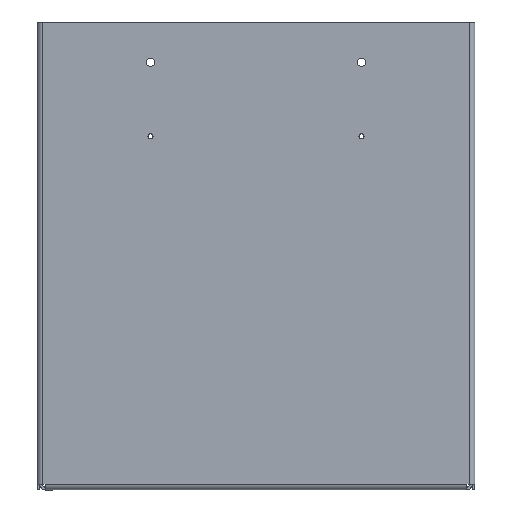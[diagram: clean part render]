
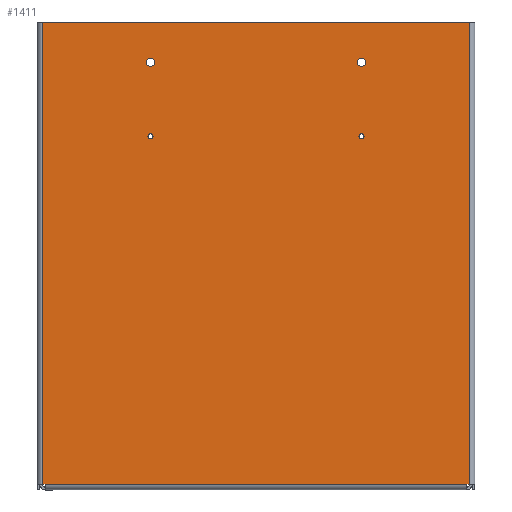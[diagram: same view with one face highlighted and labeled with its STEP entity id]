
A CAD part, top view. The second image highlights one B-rep face of the part: STEP entity #1411.
In plain terms, the highlighted planar face has unit normal (0, 0, 1).
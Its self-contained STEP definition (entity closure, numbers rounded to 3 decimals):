
#92=FACE_BOUND('',#489,.T.);
#93=FACE_BOUND('',#490,.T.);
#94=FACE_BOUND('',#491,.T.);
#95=FACE_BOUND('',#492,.T.);
#96=FACE_BOUND('',#493,.T.);
#122=CIRCLE('',#1457,2.5);
#124=CIRCLE('',#1460,1.5);
#126=CIRCLE('',#1463,1.5);
#128=CIRCLE('',#1466,2.5);
#489=EDGE_LOOP('',(#1280));
#490=EDGE_LOOP('',(#1281));
#491=EDGE_LOOP('',(#1282));
#492=EDGE_LOOP('',(#1283));
#493=EDGE_LOOP('',(#1284,#1285,#1286,#1287,#1288,#1289));
#540=LINE('',#2188,#636);
#546=LINE('',#2203,#642);
#553=LINE('',#2221,#649);
#563=LINE('',#2248,#659);
#578=LINE('',#2282,#674);
#589=LINE('',#2304,#685);
#636=VECTOR('',#1823,250.75);
#642=VECTOR('',#1843,1.687);
#649=VECTOR('',#1860,275.);
#659=VECTOR('',#1886,1.688);
#674=VECTOR('',#1923,275.);
#685=VECTOR('',#1948,254.125);
#719=VERTEX_POINT('',#2039);
#721=VERTEX_POINT('',#2044);
#723=VERTEX_POINT('',#2049);
#725=VERTEX_POINT('',#2054);
#767=VERTEX_POINT('',#2181);
#768=VERTEX_POINT('',#2186);
#770=VERTEX_POINT('',#2202);
#776=VERTEX_POINT('',#2220);
#783=VERTEX_POINT('',#2237);
#793=VERTEX_POINT('',#2280);
#835=EDGE_CURVE('',#719,#719,#122,.T.);
#837=EDGE_CURVE('',#721,#721,#124,.T.);
#839=EDGE_CURVE('',#723,#723,#126,.T.);
#841=EDGE_CURVE('',#725,#725,#128,.T.);
#903=EDGE_CURVE('',#767,#768,#540,.T.);
#910=EDGE_CURVE('',#770,#767,#546,.T.);
#919=EDGE_CURVE('',#776,#770,#553,.T.);
#933=EDGE_CURVE('',#768,#783,#563,.T.);
#950=EDGE_CURVE('',#783,#793,#578,.T.);
#961=EDGE_CURVE('',#776,#793,#589,.T.);
#1280=ORIENTED_EDGE('',*,*,#835,.T.);
#1281=ORIENTED_EDGE('',*,*,#837,.T.);
#1282=ORIENTED_EDGE('',*,*,#839,.T.);
#1283=ORIENTED_EDGE('',*,*,#841,.T.);
#1284=ORIENTED_EDGE('',*,*,#910,.T.);
#1285=ORIENTED_EDGE('',*,*,#903,.T.);
#1286=ORIENTED_EDGE('',*,*,#933,.T.);
#1287=ORIENTED_EDGE('',*,*,#950,.T.);
#1288=ORIENTED_EDGE('',*,*,#961,.F.);
#1289=ORIENTED_EDGE('',*,*,#919,.T.);
#1333=PLANE('',#1560);
#1411=ADVANCED_FACE('',(#92,#93,#94,#95,#96),#1333,.T.);
#1457=AXIS2_PLACEMENT_3D('',#2040,#1659,#1660);
#1460=AXIS2_PLACEMENT_3D('',#2045,#1665,#1666);
#1463=AXIS2_PLACEMENT_3D('',#2050,#1671,#1672);
#1466=AXIS2_PLACEMENT_3D('',#2055,#1677,#1678);
#1560=AXIS2_PLACEMENT_3D('',#2305,#1949,#1950);
#1659=DIRECTION('center_axis',(0.,0.,-1.));
#1660=DIRECTION('ref_axis',(-1.,0.,0.));
#1665=DIRECTION('center_axis',(0.,0.,-1.));
#1666=DIRECTION('ref_axis',(-1.,0.,0.));
#1671=DIRECTION('center_axis',(0.,0.,-1.));
#1672=DIRECTION('ref_axis',(-1.,0.,0.));
#1677=DIRECTION('center_axis',(0.,0.,-1.));
#1678=DIRECTION('ref_axis',(-1.,0.,0.));
#1823=DIRECTION('',(1.,0.,0.));
#1843=DIRECTION('',(1.,0.,0.));
#1860=DIRECTION('',(0.,-1.,0.));
#1886=DIRECTION('',(1.,0.,0.));
#1923=DIRECTION('',(0.,1.,0.));
#1948=DIRECTION('',(1.,0.,0.));
#1949=DIRECTION('center_axis',(0.,0.,1.));
#1950=DIRECTION('ref_axis',(1.,0.,0.));
#2039=CARTESIAN_POINT('',(-60.25,115.088,1.588));
#2040=CARTESIAN_POINT('Origin',(-62.75,115.088,1.588));
#2044=CARTESIAN_POINT('',(-61.25,71.088,1.588));
#2045=CARTESIAN_POINT('Origin',(-62.75,71.088,1.588));
#2049=CARTESIAN_POINT('',(64.25,71.088,1.588));
#2050=CARTESIAN_POINT('Origin',(62.75,71.088,1.588));
#2054=CARTESIAN_POINT('',(65.25,115.088,1.588));
#2055=CARTESIAN_POINT('Origin',(62.75,115.088,1.588));
#2181=CARTESIAN_POINT('',(-125.375,-135.913,1.588));
#2186=CARTESIAN_POINT('',(125.375,-135.913,1.588));
#2188=CARTESIAN_POINT('',(-63.531,-135.913,1.588));
#2202=CARTESIAN_POINT('',(-127.063,-135.913,1.588));
#2203=CARTESIAN_POINT('',(-63.531,-135.913,1.588));
#2220=CARTESIAN_POINT('',(-127.063,139.088,1.588));
#2221=CARTESIAN_POINT('',(-127.063,69.544,1.588));
#2237=CARTESIAN_POINT('',(127.063,-135.913,1.588));
#2248=CARTESIAN_POINT('',(-63.531,-135.913,1.588));
#2280=CARTESIAN_POINT('',(127.063,139.088,1.588));
#2282=CARTESIAN_POINT('',(127.063,-69.544,1.588));
#2304=CARTESIAN_POINT('',(-128.65,139.088,1.588));
#2305=CARTESIAN_POINT('Origin',(0.,0.,
1.588));
